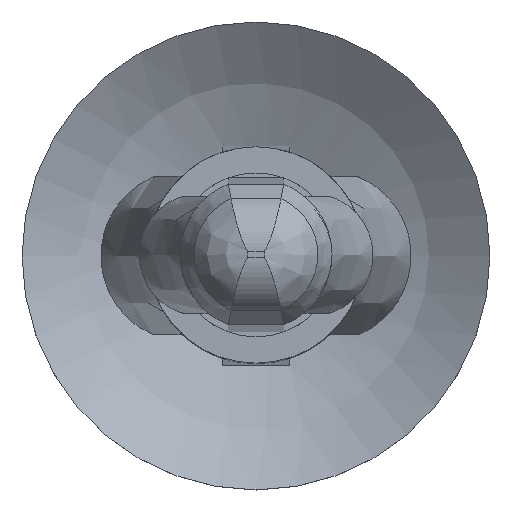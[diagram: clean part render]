
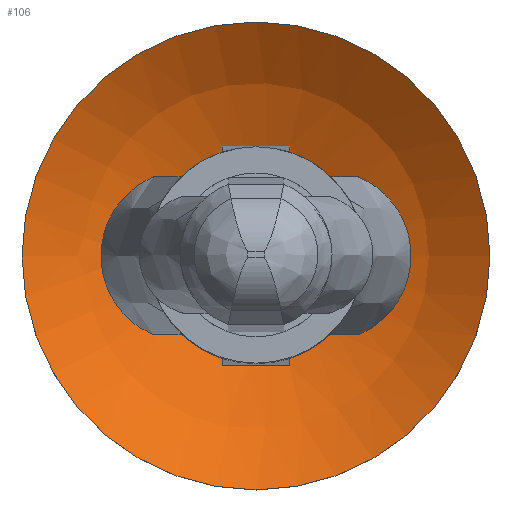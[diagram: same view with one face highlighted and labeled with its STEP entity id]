
A CAD part, top view. The second image highlights one B-rep face of the part: STEP entity #106.
In plain terms, the highlighted spherical face has radius 6.414 mm.
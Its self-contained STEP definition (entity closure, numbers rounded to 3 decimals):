
#106 = ADVANCED_FACE( '', ( #275, #276 ), #277, .F. );
#275 = FACE_OUTER_BOUND( '', #517, .T. );
#276 = FACE_OUTER_BOUND( '', #518, .T. );
#277 = SPHERICAL_SURFACE( '', #519, 6.414 );
#517 = EDGE_LOOP( '', ( #973, #974, #975, #976 ) );
#518 = EDGE_LOOP( '', ( #977 ) );
#519 = AXIS2_PLACEMENT_3D( '', #978, #979, #980 );
#973 = ORIENTED_EDGE( '', *, *, #1549, .T. );
#974 = ORIENTED_EDGE( '', *, *, #1550, .T. );
#975 = ORIENTED_EDGE( '', *, *, #1551, .T. );
#976 = ORIENTED_EDGE( '', *, *, #1552, .T. );
#977 = ORIENTED_EDGE( '', *, *, #1553, .F. );
#978 = CARTESIAN_POINT( '', ( 0., 0., -5.236 ) );
#979 = DIRECTION( '', ( 0., 0., -1. ) );
#980 = DIRECTION( '', ( -1., 0., 0. ) );
#1549 = EDGE_CURVE( '', #1793, #1794, #1795, .F. );
#1550 = EDGE_CURVE( '', #1794, #1796, #1797, .F. );
#1551 = EDGE_CURVE( '', #1796, #1798, #1799, .F. );
#1552 = EDGE_CURVE( '', #1798, #1793, #1800, .F. );
#1553 = EDGE_CURVE( '', #1801, #1801, #1802, .T. );
#1793 = VERTEX_POINT( '', #2165 );
#1794 = VERTEX_POINT( '', #2166 );
#1795 = CIRCLE( '', #2167, 6.388 );
#1796 = VERTEX_POINT( '', #2168 );
#1797 = CIRCLE( '', #2169, 6.134 );
#1798 = VERTEX_POINT( '', #2170 );
#1799 = CIRCLE( '', #2171, 6.388 );
#1800 = CIRCLE( '', #2172, 6.134 );
#1801 = VERTEX_POINT( '', #2173 );
#1802 = CIRCLE( '', #2174, 4. );
#2165 = CARTESIAN_POINT( '', ( 0.575, 1.875, -11.343 ) );
#2166 = CARTESIAN_POINT( '', ( 0.575, -1.875, -11.343 ) );
#2167 = AXIS2_PLACEMENT_3D( '', #2687, #2688, #2689 );
#2168 = CARTESIAN_POINT( '', ( -0.575, -1.875, -11.343 ) );
#2169 = AXIS2_PLACEMENT_3D( '', #2690, #2691, #2692 );
#2170 = CARTESIAN_POINT( '', ( -0.575, 1.875, -11.343 ) );
#2171 = AXIS2_PLACEMENT_3D( '', #2693, #2694, #2695 );
#2172 = AXIS2_PLACEMENT_3D( '', #2696, #2697, #2698 );
#2173 = CARTESIAN_POINT( '', ( -4., 0., -10.25 ) );
#2174 = AXIS2_PLACEMENT_3D( '', #2699, #2700, #2701 );
#2687 = CARTESIAN_POINT( '', ( 0.575, 0., -5.236 ) );
#2688 = DIRECTION( '', ( 1., 0., 0. ) );
#2689 = DIRECTION( '', ( 0., 1., 0. ) );
#2690 = CARTESIAN_POINT( '', ( 0., -1.875, -5.236 ) );
#2691 = DIRECTION( '', ( 0., -1., 0. ) );
#2692 = DIRECTION( '', ( 1., 0., 0. ) );
#2693 = CARTESIAN_POINT( '', ( -0.575, 0., -5.236 ) );
#2694 = DIRECTION( '', ( -1., 0., 0. ) );
#2695 = DIRECTION( '', ( 0., -1., 0. ) );
#2696 = CARTESIAN_POINT( '', ( 0., 1.875, -5.236 ) );
#2697 = DIRECTION( '', ( 0., 1., 0. ) );
#2698 = DIRECTION( '', ( -1., 0., 0. ) );
#2699 = CARTESIAN_POINT( '', ( 0., 0., -10.25 ) );
#2700 = DIRECTION( '', ( 0., 0., -1. ) );
#2701 = DIRECTION( '', ( -1., 0., 0. ) );
